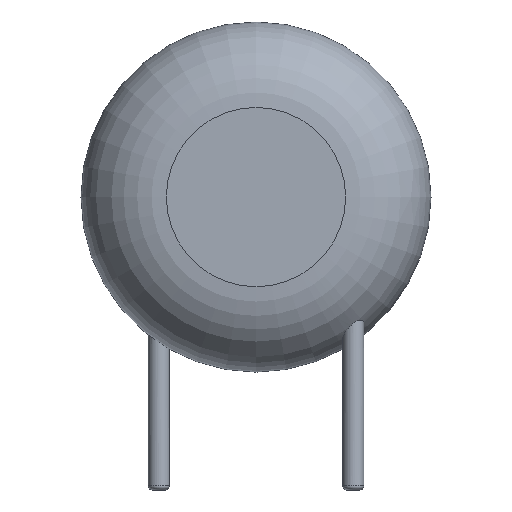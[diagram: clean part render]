
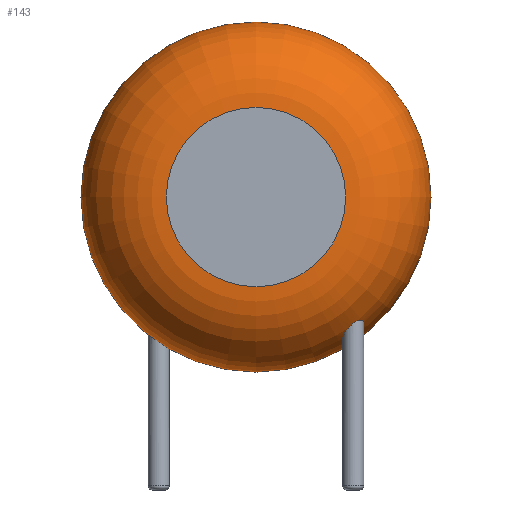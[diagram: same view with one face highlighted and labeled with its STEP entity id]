
A CAD part, front view. The second image highlights one B-rep face of the part: STEP entity #143.
In plain terms, the highlighted toroidal (fillet/blend) face has major radius 2.305 mm and minor radius 2.195 mm.
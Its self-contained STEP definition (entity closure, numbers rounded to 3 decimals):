
#24 = VERTEX_POINT('',#25);
#25 = CARTESIAN_POINT('',(7.,-1.105,4.53));
#31 = EDGE_CURVE('',#24,#24,#32,.T.);
#32 = CIRCLE('',#33,4.5);
#33 = AXIS2_PLACEMENT_3D('',#34,#35,#36);
#34 = CARTESIAN_POINT('',(2.5,-1.105,4.53));
#35 = DIRECTION('',(0.,-1.,0.));
#36 = DIRECTION('',(1.,0.,0.));
#143 = ADVANCED_FACE('',(#144,#164),#233,.T.);
#144 = FACE_BOUND('',#145,.T.);
#145 = EDGE_LOOP('',(#146,#147,#156,#163));
#146 = ORIENTED_EDGE('',*,*,#31,.T.);
#147 = ORIENTED_EDGE('',*,*,#148,.T.);
#148 = EDGE_CURVE('',#24,#149,#151,.T.);
#149 = VERTEX_POINT('',#150);
#150 = CARTESIAN_POINT('',(4.805,-3.3,4.53));
#151 = CIRCLE('',#152,2.195);
#152 = AXIS2_PLACEMENT_3D('',#153,#154,#155);
#153 = CARTESIAN_POINT('',(4.805,-1.105,4.53));
#154 = DIRECTION('',(0.,0.,-1.));
#155 = DIRECTION('',(1.,0.,0.));
#156 = ORIENTED_EDGE('',*,*,#157,.F.);
#157 = EDGE_CURVE('',#149,#149,#158,.T.);
#158 = CIRCLE('',#159,2.305);
#159 = AXIS2_PLACEMENT_3D('',#160,#161,#162);
#160 = CARTESIAN_POINT('',(2.5,-3.3,4.53));
#161 = DIRECTION('',(0.,-1.,0.));
#162 = DIRECTION('',(1.,0.,0.));
#163 = ORIENTED_EDGE('',*,*,#148,.F.);
#164 = FACE_BOUND('',#165,.T.);
#165 = EDGE_LOOP('',(#166,#193));
#166 = ORIENTED_EDGE('',*,*,#167,.T.);
#167 = EDGE_CURVE('',#168,#170,#172,.T.);
#168 = VERTEX_POINT('',#169);
#169 = CARTESIAN_POINT('',(5.27,-2.1,1.292));
#170 = VERTEX_POINT('',#171);
#171 = CARTESIAN_POINT('',(4.782,-1.941,0.845
));
#172 = B_SPLINE_CURVE_WITH_KNOTS('',7,(#173,#174,#175,#176,#177,#178,
#179,#180,#181,#182,#183,#184,#185,#186,#187,#188,#189,#190,#191,
#192),.UNSPECIFIED.,.F.,.F.,(8,6,6,8),(0.,0.3,
0.714,1.),.UNSPECIFIED.);
#173 = CARTESIAN_POINT('',(5.27,-2.1,1.292));
#174 = CARTESIAN_POINT('',(5.27,-2.072,1.273));
#175 = CARTESIAN_POINT('',(5.267,-2.043,1.252
));
#176 = CARTESIAN_POINT('',(5.26,-2.016,1.229
));
#177 = CARTESIAN_POINT('',(5.25,-1.99,1.205)
);
#178 = CARTESIAN_POINT('',(5.237,-1.965,1.181
));
#179 = CARTESIAN_POINT('',(5.221,-1.942,1.156
));
#180 = CARTESIAN_POINT('',(5.177,-1.892,1.096
));
#181 = CARTESIAN_POINT('',(5.146,-1.868,1.06
));
#182 = CARTESIAN_POINT('',(5.112,-1.848,1.025
));
#183 = CARTESIAN_POINT('',(5.074,-1.834,0.991
));
#184 = CARTESIAN_POINT('',(5.033,-1.827,0.959
));
#185 = CARTESIAN_POINT('',(4.991,-1.827,0.93
));
#186 = CARTESIAN_POINT('',(4.922,-1.84,0.889)
);
#187 = CARTESIAN_POINT('',(4.894,-1.849,0.874
));
#188 = CARTESIAN_POINT('',(4.867,-1.861,0.862
));
#189 = CARTESIAN_POINT('',(4.842,-1.877,0.852
));
#190 = CARTESIAN_POINT('',(4.819,-1.896,0.846
));
#191 = CARTESIAN_POINT('',(4.799,-1.918,0.844
));
#192 = CARTESIAN_POINT('',(4.782,-1.941,0.845
));
#193 = ORIENTED_EDGE('',*,*,#194,.T.);
#194 = EDGE_CURVE('',#170,#168,#195,.T.);
#195 = B_SPLINE_CURVE_WITH_KNOTS('',8,(#196,#197,#198,#199,#200,#201,
#202,#203,#204,#205,#206,#207,#208,#209,#210,#211,#212,#213,#214,
#215,#216,#217,#218,#219,#220,#221,#222,#223,#224,#225,#226,#227,
#228,#229,#230,#231,#232),.UNSPECIFIED.,.F.,.F.,(9,7,7,7,7,9),(
0.,0.407,0.591,0.76,0.904,
1.),.UNSPECIFIED.);
#196 = CARTESIAN_POINT('',(4.782,-1.941,0.845
));
#197 = CARTESIAN_POINT('',(4.75,-1.985,0.846)
);
#198 = CARTESIAN_POINT('',(4.728,-2.036,0.859)
);
#199 = CARTESIAN_POINT('',(4.719,-2.09,0.884
));
#200 = CARTESIAN_POINT('',(4.722,-2.144,0.918
));
#201 = CARTESIAN_POINT('',(4.736,-2.194,0.96
));
#202 = CARTESIAN_POINT('',(4.759,-2.238,1.006)
);
#203 = CARTESIAN_POINT('',(4.79,-2.277,1.055));
#204 = CARTESIAN_POINT('',(4.845,-2.322,1.128
));
#205 = CARTESIAN_POINT('',(4.863,-2.334,1.151
));
#206 = CARTESIAN_POINT('',(4.883,-2.345,1.173
));
#207 = CARTESIAN_POINT('',(4.903,-2.354,1.196)
);
#208 = CARTESIAN_POINT('',(4.925,-2.361,1.218
));
#209 = CARTESIAN_POINT('',(4.947,-2.367,1.239
));
#210 = CARTESIAN_POINT('',(4.97,-2.369,1.259
));
#211 = CARTESIAN_POINT('',(5.016,-2.37,1.294
));
#212 = CARTESIAN_POINT('',(5.038,-2.369,1.31
));
#213 = CARTESIAN_POINT('',(5.06,-2.365,1.324
));
#214 = CARTESIAN_POINT('',(5.082,-2.36,1.337
));
#215 = CARTESIAN_POINT('',(5.103,-2.352,1.347
));
#216 = CARTESIAN_POINT('',(5.124,-2.342,1.356)
);
#217 = CARTESIAN_POINT('',(5.144,-2.33,1.361
));
#218 = CARTESIAN_POINT('',(5.178,-2.304,1.368
));
#219 = CARTESIAN_POINT('',(5.192,-2.291,1.369
));
#220 = CARTESIAN_POINT('',(5.206,-2.277,1.369)
);
#221 = CARTESIAN_POINT('',(5.218,-2.262,1.367)
);
#222 = CARTESIAN_POINT('',(5.229,-2.246,1.363
));
#223 = CARTESIAN_POINT('',(5.238,-2.23,1.358
));
#224 = CARTESIAN_POINT('',(5.246,-2.213,1.352
));
#225 = CARTESIAN_POINT('',(5.257,-2.184,1.34
));
#226 = CARTESIAN_POINT('',(5.261,-2.172,1.334
));
#227 = CARTESIAN_POINT('',(5.264,-2.16,1.328
));
#228 = CARTESIAN_POINT('',(5.266,-2.148,1.322)
);
#229 = CARTESIAN_POINT('',(5.268,-2.136,1.315
));
#230 = CARTESIAN_POINT('',(5.269,-2.124,1.307
));
#231 = CARTESIAN_POINT('',(5.27,-2.112,1.3));
#232 = CARTESIAN_POINT('',(5.27,-2.1,1.292));
#233 = TOROIDAL_SURFACE('',#234,2.305,2.195);
#234 = AXIS2_PLACEMENT_3D('',#235,#236,#237);
#235 = CARTESIAN_POINT('',(2.5,-1.105,4.53));
#236 = DIRECTION('',(0.,-1.,0.));
#237 = DIRECTION('',(1.,0.,0.));
